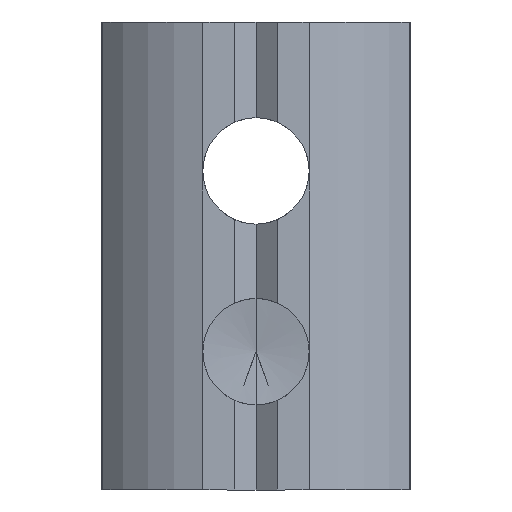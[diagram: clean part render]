
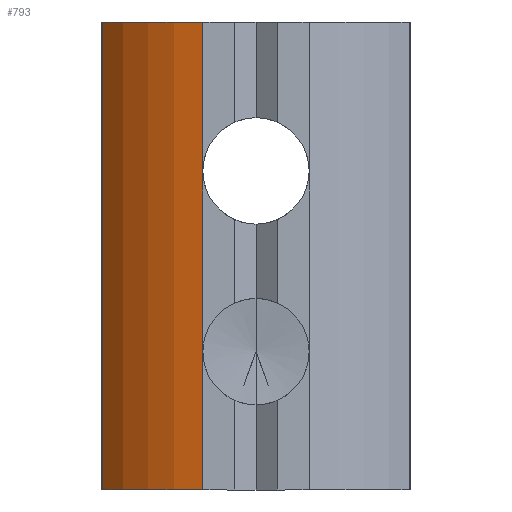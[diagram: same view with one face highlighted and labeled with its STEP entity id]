
A CAD part, front view. The second image highlights one B-rep face of the part: STEP entity #793.
In plain terms, the highlighted cylindrical face has radius 8.5 mm (diameter 17 mm), a partial arc.
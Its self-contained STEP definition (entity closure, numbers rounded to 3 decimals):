
#28 = DIRECTION ( 'NONE',  ( 0., 0., 1. ) ) ;
#61 = ORIENTED_EDGE ( 'NONE', *, *, #1364, .T. ) ;
#74 = CIRCLE ( 'NONE', #124, 8.5 ) ;
#124 = AXIS2_PLACEMENT_3D ( 'NONE', #1112, #1104, #967 ) ;
#173 = CARTESIAN_POINT ( 'NONE',  ( -2.5, -6.2, -11. ) ) ;
#181 = VERTEX_POINT ( 'NONE', #1623 ) ;
#193 = VERTEX_POINT ( 'NONE', #1634 ) ;
#212 = VECTOR ( 'NONE', #28, 1000. ) ;
#247 = VERTEX_POINT ( 'NONE', #1514 ) ;
#300 = LINE ( 'NONE', #173, #212 ) ;
#303 = EDGE_LOOP ( 'NONE', ( #402, #994, #719, #898, #950, #61 ) ) ;
#402 = ORIENTED_EDGE ( 'NONE', *, *, #1199, .T. ) ;
#456 = CARTESIAN_POINT ( 'NONE',  ( -0.591, 2.083, -11. ) ) ;
#460 = LINE ( 'NONE', #807, #1489 ) ;
#465 = VERTEX_POINT ( 'NONE', #596 ) ;
#596 = CARTESIAN_POINT ( 'NONE',  ( -2.5, -6.2, 4. ) ) ;
#632 = AXIS2_PLACEMENT_3D ( 'NONE', #1539, #1411, #1239 ) ;
#719 = ORIENTED_EDGE ( 'NONE', *, *, #1516, .T. ) ;
#783 = DIRECTION ( 'NONE',  ( 0., 0., 1. ) ) ;
#793 = ADVANCED_FACE ( 'NONE', ( #1396 ), #913, .T. ) ;
#807 = CARTESIAN_POINT ( 'NONE',  ( -7.206, -3.255, -11. ) ) ;
#898 = ORIENTED_EDGE ( 'NONE', *, *, #1102, .T. ) ;
#913 = CYLINDRICAL_SURFACE ( 'NONE', #632, 8.5 ) ;
#950 = ORIENTED_EDGE ( 'NONE', *, *, #1352, .F. ) ;
#967 = DIRECTION ( 'NONE',  ( 1., 0., 0. ) ) ;
#994 = ORIENTED_EDGE ( 'NONE', *, *, #1098, .T. ) ;
#1049 = CARTESIAN_POINT ( 'NONE',  ( -2.5, -6.2, -4.5 ) ) ;
#1059 = VECTOR ( 'NONE', #783, 1000. ) ;
#1098 = EDGE_CURVE ( 'NONE', #465, #193, #1182, .T. ) ;
#1102 = EDGE_CURVE ( 'NONE', #1284, #247, #460, .T. ) ;
#1104 = DIRECTION ( 'NONE',  ( 0., 0., -1. ) ) ;
#1112 = CARTESIAN_POINT ( 'NONE',  ( -0.591, 2.083, 11. ) ) ;
#1182 = LINE ( 'NONE', #1455, #1531 ) ;
#1191 = DIRECTION ( 'NONE',  ( 0., 0., 1. ) ) ;
#1199 = EDGE_CURVE ( 'NONE', #1200, #465, #1423, .T. ) ;
#1200 = VERTEX_POINT ( 'NONE', #1049 ) ;
#1239 = DIRECTION ( 'NONE',  ( 1., 0., 0. ) ) ;
#1263 = DIRECTION ( 'NONE',  ( 1., 0., 0. ) ) ;
#1284 = VERTEX_POINT ( 'NONE', #1485 ) ;
#1301 = CIRCLE ( 'NONE', #1711, 8.5 ) ;
#1305 = CARTESIAN_POINT ( 'NONE',  ( -2.5, -6.2, -11. ) ) ;
#1318 = DIRECTION ( 'NONE',  ( 0., 0., -1. ) ) ;
#1352 = EDGE_CURVE ( 'NONE', #181, #247, #1301, .T. ) ;
#1364 = EDGE_CURVE ( 'NONE', #181, #1200, #300, .T. ) ;
#1394 = DIRECTION ( 'NONE',  ( 0., 0., -1. ) ) ;
#1396 = FACE_OUTER_BOUND ( 'NONE', #303, .T. ) ;
#1411 = DIRECTION ( 'NONE',  ( 0., 0., 1. ) ) ;
#1423 = LINE ( 'NONE', #1305, #1059 ) ;
#1455 = CARTESIAN_POINT ( 'NONE',  ( -2.5, -6.2, -11. ) ) ;
#1485 = CARTESIAN_POINT ( 'NONE',  ( -7.206, -3.255, 11. ) ) ;
#1489 = VECTOR ( 'NONE', #1318, 1000. ) ;
#1514 = CARTESIAN_POINT ( 'NONE',  ( -7.206, -3.255, -11. ) ) ;
#1516 = EDGE_CURVE ( 'NONE', #193, #1284, #74, .T. ) ;
#1531 = VECTOR ( 'NONE', #1191, 1000. ) ;
#1539 = CARTESIAN_POINT ( 'NONE',  ( -0.591, 2.083, -11. ) ) ;
#1623 = CARTESIAN_POINT ( 'NONE',  ( -2.5, -6.2, -11. ) ) ;
#1634 = CARTESIAN_POINT ( 'NONE',  ( -2.5, -6.2, 11. ) ) ;
#1711 = AXIS2_PLACEMENT_3D ( 'NONE', #456, #1394, #1263 ) ;
